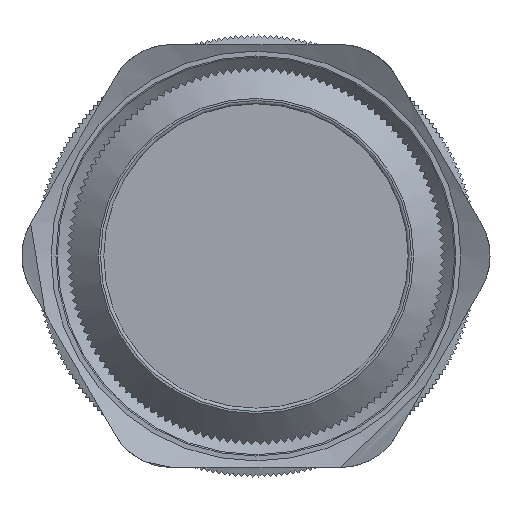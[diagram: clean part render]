
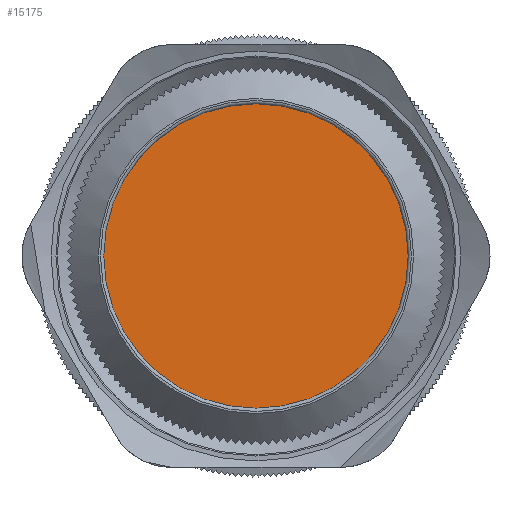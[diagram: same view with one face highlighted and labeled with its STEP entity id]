
A CAD part, front view. The second image highlights one B-rep face of the part: STEP entity #15175.
In plain terms, the highlighted planar face has unit normal (0, -1, 0).
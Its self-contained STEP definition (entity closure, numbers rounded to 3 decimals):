
#4004=FACE_OUTER_BOUND('',#4810,.T.);
#4810=EDGE_LOOP('',(#9622));
#5621=CIRCLE('',#16006,23.4);
#5649=VERTEX_POINT('',#19308);
#7236=EDGE_CURVE('',#5649,#5649,#5621,.T.);
#9622=ORIENTED_EDGE('',*,*,#7236,.F.);
#14394=PLANE('',#16005);
#15175=ADVANCED_FACE('',(#4004),#14394,.F.);
#16005=AXIS2_PLACEMENT_3D('',#19307,#16843,#16844);
#16006=AXIS2_PLACEMENT_3D('',#19309,#16845,#16846);
#16843=DIRECTION('center_axis',(0.,1.,0.));
#16844=DIRECTION('ref_axis',(0.,0.,1.));
#16845=DIRECTION('center_axis',(0.,1.,0.));
#16846=DIRECTION('ref_axis',(1.,0.,0.));
#19307=CARTESIAN_POINT('Origin',(-8.734,-99.545,-3.737));
#19308=CARTESIAN_POINT('',(-8.735,-99.545,19.663));
#19309=CARTESIAN_POINT('Origin',(-8.734,-99.545,-3.737));
